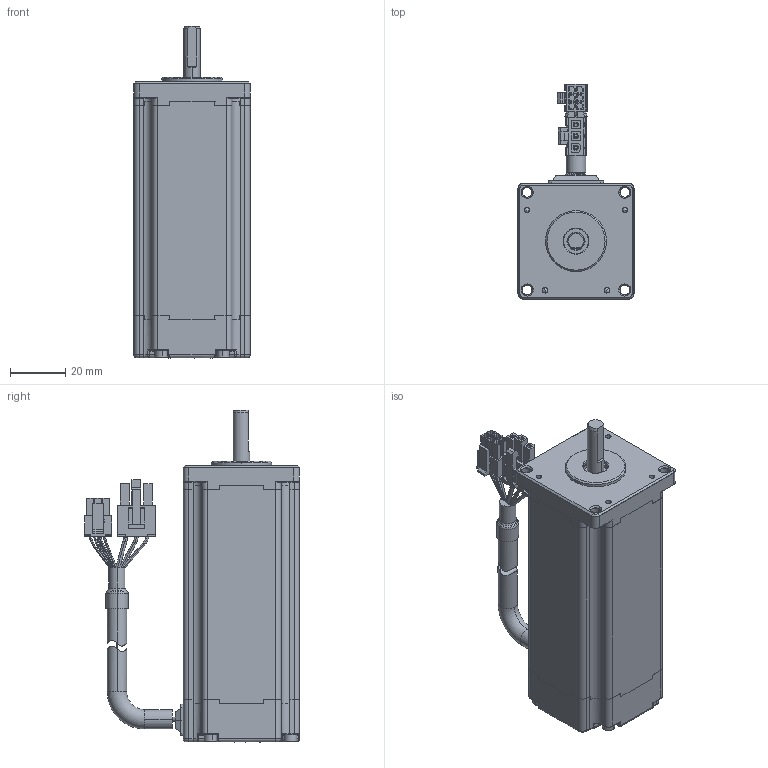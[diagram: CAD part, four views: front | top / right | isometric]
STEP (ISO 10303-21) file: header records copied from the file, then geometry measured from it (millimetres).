
FILE_DESCRIPTION (( 'STEP AP203' ), '1' );
FILE_NAME ('42BL90L2.STEP', '2013-05-16T01:20:27', ( '' ), ( '' ), 'SwSTEP 2.0', 'SolidWorks 2007', '' );
FILE_SCHEMA (( 'CONFIG_CONTROL_DESIGN' ));
Products named in the file (1): 42BL90L2
Bounding box: 42 x 77.75 x 120.11 mm (x, y, z)
Surface area: 27981.3 mm2 (no closed solid volume)
Topology: 0 solids, 116 shells, 884 faces, 4816 edges, 3946 vertices
Faces by surface type: plane 510, cylinder 177, bspline 93, torus 74, cone 26, sphere 4
Entity records: 65264 total; most frequent: CARTESIAN_POINT 30941, ORIENTED_EDGE 6372, DIRECTION 5952, EDGE_CURVE 4793, VERTEX_POINT 3946, VECTOR 2888, LINE 2888, AXIS2_PLACEMENT_3D 1532
